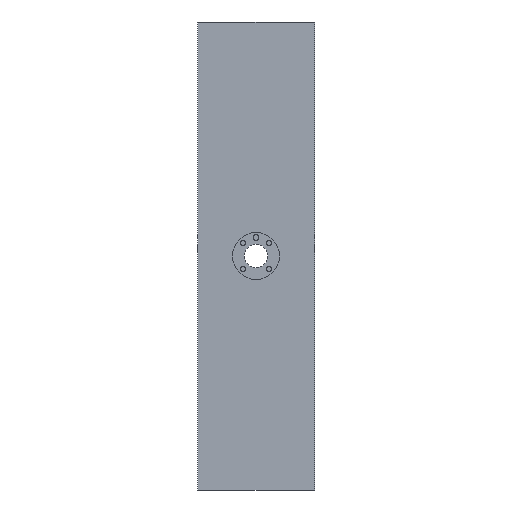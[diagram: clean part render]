
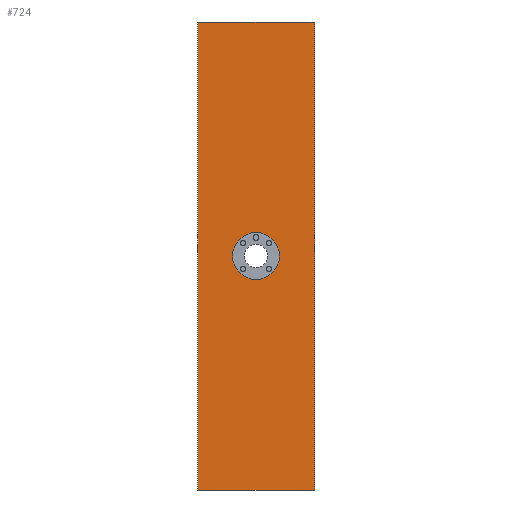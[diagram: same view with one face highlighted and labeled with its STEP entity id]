
A CAD part, left-side view. The second image highlights one B-rep face of the part: STEP entity #724.
In plain terms, the highlighted planar face has unit normal (-1, 0, 0).
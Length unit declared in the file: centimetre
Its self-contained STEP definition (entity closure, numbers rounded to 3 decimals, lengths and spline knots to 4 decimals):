
#4 = DIRECTION ( 'NONE',  ( 0., 1., 0. ) ) ;
#13 = LINE ( 'NONE', #909, #583 ) ;
#44 = AXIS2_PLACEMENT_3D ( 'NONE', #696, #890, #361 ) ;
#80 = CARTESIAN_POINT ( 'NONE',  ( 53.3, -5., 108.91 ) ) ;
#95 = ORIENTED_EDGE ( 'NONE', *, *, #1060, .F. ) ;
#179 = VECTOR ( 'NONE', #337, 100. ) ;
#189 = PLANE ( 'NONE',  #512 ) ;
#215 = EDGE_LOOP ( 'NONE', ( #95, #1013, #218, #670 ) ) ;
#218 = ORIENTED_EDGE ( 'NONE', *, *, #939, .F. ) ;
#268 = VERTEX_POINT ( 'NONE', #781 ) ;
#273 = CIRCLE ( 'NONE', #44, 1.95 ) ;
#277 = DIRECTION ( 'NONE',  ( 1., 0., 0. ) ) ;
#296 = CARTESIAN_POINT ( 'NONE',  ( 53.3, -1.95, 88.91 ) ) ;
#337 = DIRECTION ( 'NONE',  ( 0., 1., 0. ) ) ;
#344 = DIRECTION ( 'NONE',  ( 0., 0., 1. ) ) ;
#346 = EDGE_CURVE ( 'NONE', #407, #1031, #273, .T. ) ;
#361 = DIRECTION ( 'NONE',  ( 0., 1., 0. ) ) ;
#373 = CARTESIAN_POINT ( 'NONE',  ( 53.3, 0., 0. ) ) ;
#407 = VERTEX_POINT ( 'NONE', #296 ) ;
#439 = CARTESIAN_POINT ( 'NONE',  ( 53.3, 0., 88.91 ) ) ;
#454 = VERTEX_POINT ( 'NONE', #638 ) ;
#497 = LINE ( 'NONE', #784, #1021 ) ;
#500 = CARTESIAN_POINT ( 'NONE',  ( 53.3, 5., 108.91 ) ) ;
#505 = LINE ( 'NONE', #958, #179 ) ;
#512 = AXIS2_PLACEMENT_3D ( 'NONE', #373, #730, #879 ) ;
#546 = FACE_OUTER_BOUND ( 'NONE', #215, .T. ) ;
#583 = VECTOR ( 'NONE', #1065, 100. ) ;
#585 = DIRECTION ( 'NONE',  ( 0., -1., 0. ) ) ;
#621 = EDGE_CURVE ( 'NONE', #1089, #268, #497, .T. ) ;
#638 = CARTESIAN_POINT ( 'NONE',  ( 53.3, -5., 68.91 ) ) ;
#654 = VERTEX_POINT ( 'NONE', #80 ) ;
#655 = EDGE_CURVE ( 'NONE', #654, #454, #13, .T. ) ;
#670 = ORIENTED_EDGE ( 'NONE', *, *, #655, .F. ) ;
#687 = ORIENTED_EDGE ( 'NONE', *, *, #346, .T. ) ;
#696 = CARTESIAN_POINT ( 'NONE',  ( 53.3, 0., 88.91 ) ) ;
#699 = EDGE_LOOP ( 'NONE', ( #687, #919 ) ) ;
#724 = ADVANCED_FACE ( 'NONE', ( #546, #978 ), #189, .F. ) ;
#728 = VECTOR ( 'NONE', #585, 100. ) ;
#730 = DIRECTION ( 'NONE',  ( 1., 0., 0. ) ) ;
#731 = EDGE_CURVE ( 'NONE', #1031, #407, #929, .T. ) ;
#760 = CARTESIAN_POINT ( 'NONE',  ( 53.3, 5., 68.91 ) ) ;
#781 = CARTESIAN_POINT ( 'NONE',  ( 53.3, 5., 108.91 ) ) ;
#784 = CARTESIAN_POINT ( 'NONE',  ( 53.3, 5., 108.91 ) ) ;
#848 = LINE ( 'NONE', #500, #728 ) ;
#879 = DIRECTION ( 'NONE',  ( 0., 0., -1. ) ) ;
#890 = DIRECTION ( 'NONE',  ( 1., 0., 0. ) ) ;
#909 = CARTESIAN_POINT ( 'NONE',  ( 53.3, -5., 108.91 ) ) ;
#919 = ORIENTED_EDGE ( 'NONE', *, *, #731, .T. ) ;
#929 = CIRCLE ( 'NONE', #946, 1.95 ) ;
#939 = EDGE_CURVE ( 'NONE', #454, #1089, #505, .T. ) ;
#946 = AXIS2_PLACEMENT_3D ( 'NONE', #439, #277, #4 ) ;
#953 = CARTESIAN_POINT ( 'NONE',  ( 53.3, 1.95, 88.91 ) ) ;
#958 = CARTESIAN_POINT ( 'NONE',  ( 53.3, 5., 68.91 ) ) ;
#978 = FACE_BOUND ( 'NONE', #699, .T. ) ;
#1013 = ORIENTED_EDGE ( 'NONE', *, *, #621, .F. ) ;
#1021 = VECTOR ( 'NONE', #344, 100. ) ;
#1031 = VERTEX_POINT ( 'NONE', #953 ) ;
#1060 = EDGE_CURVE ( 'NONE', #268, #654, #848, .T. ) ;
#1065 = DIRECTION ( 'NONE',  ( 0., 0., -1. ) ) ;
#1089 = VERTEX_POINT ( 'NONE', #760 ) ;
